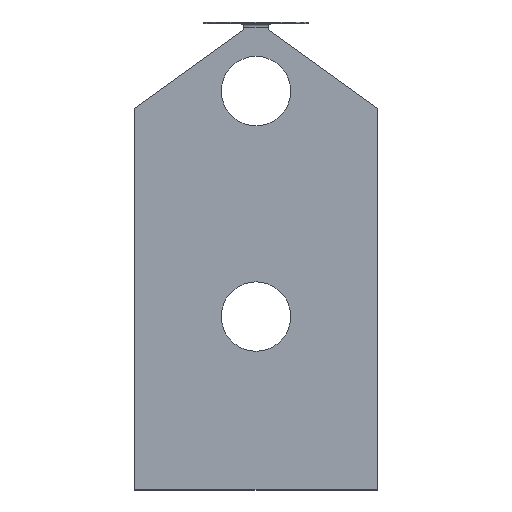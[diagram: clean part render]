
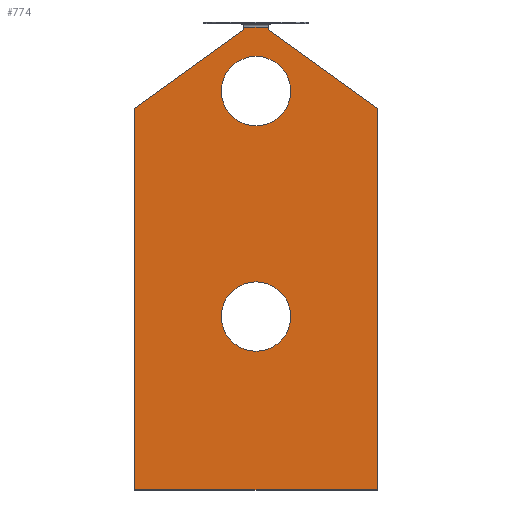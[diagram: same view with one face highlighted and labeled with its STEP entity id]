
A CAD part, top view. The second image highlights one B-rep face of the part: STEP entity #774.
In plain terms, the highlighted planar face has unit normal (0, 0, 1).
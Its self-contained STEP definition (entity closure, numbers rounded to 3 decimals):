
#48 = DIRECTION ( 'NONE',  ( 1., 0., 0. ) ) ;
#107 = AXIS2_PLACEMENT_3D ( 'NONE', #2390, #289, #508 ) ;
#111 = ORIENTED_EDGE ( 'NONE', *, *, #205, .F. ) ;
#124 = DIRECTION ( 'NONE',  ( 1., 0., 0. ) ) ;
#127 = FACE_OUTER_BOUND ( 'NONE', #2682, .T. ) ;
#128 = DIRECTION ( 'NONE',  ( 0., 0., 1. ) ) ;
#183 = ORIENTED_EDGE ( 'NONE', *, *, #1585, .T. ) ;
#185 = DIRECTION ( 'NONE',  ( -1., 0., 0. ) ) ;
#205 = EDGE_CURVE ( 'NONE', #1271, #2146, #278, .T. ) ;
#245 = CIRCLE ( 'NONE', #1780, 1. ) ;
#247 = ORIENTED_EDGE ( 'NONE', *, *, #2536, .F. ) ;
#267 = LINE ( 'NONE', #2548, #1641 ) ;
#278 = LINE ( 'NONE', #2392, #2582 ) ;
#289 = DIRECTION ( 'NONE',  ( 0., 0., 1. ) ) ;
#343 = ORIENTED_EDGE ( 'NONE', *, *, #2339, .T. ) ;
#353 = VERTEX_POINT ( 'NONE', #2458 ) ;
#362 = VECTOR ( 'NONE', #469, 1000. ) ;
#436 = CARTESIAN_POINT ( 'NONE',  ( 0., -10., 0.04 ) ) ;
#439 = DIRECTION ( 'NONE',  ( 0.811, -0.585, 0. ) ) ;
#467 = VECTOR ( 'NONE', #1956, 1000. ) ;
#469 = DIRECTION ( 'NONE',  ( 1., 0., 0. ) ) ;
#496 = DIRECTION ( 'NONE',  ( 0.811, 0.585, 0. ) ) ;
#508 = DIRECTION ( 'NONE',  ( 1., 0., 0. ) ) ;
#526 = CARTESIAN_POINT ( 'NONE',  ( -0.412, -1.772, 0.04 ) ) ;
#590 = EDGE_CURVE ( 'NONE', #1271, #2709, #267, .T. ) ;
#600 = DIRECTION ( 'NONE',  ( 0., 0., 1. ) ) ;
#613 = CARTESIAN_POINT ( 'NONE',  ( -1., -3.5, 0.04 ) ) ;
#708 = DIRECTION ( 'NONE',  ( 0., -1., 0. ) ) ;
#716 = LINE ( 'NONE', #1129, #362 ) ;
#718 = FACE_BOUND ( 'NONE', #1966, .T. ) ;
#726 = EDGE_LOOP ( 'NONE', ( #2125, #2111 ) ) ;
#759 = CARTESIAN_POINT ( 'NONE',  ( -0.5, -1.65, 0.04 ) ) ;
#774 = ADVANCED_FACE ( 'NONE', ( #718, #1543, #127 ), #2659, .T. ) ;
#806 = VERTEX_POINT ( 'NONE', #815 ) ;
#815 = CARTESIAN_POINT ( 'NONE',  ( 1., -10., 0.04 ) ) ;
#842 = CARTESIAN_POINT ( 'NONE',  ( 1.091, -2.261, 0.04 ) ) ;
#854 = AXIS2_PLACEMENT_3D ( 'NONE', #2331, #600, #2060 ) ;
#888 = ORIENTED_EDGE ( 'NONE', *, *, #590, .T. ) ;
#953 = VERTEX_POINT ( 'NONE', #1463 ) ;
#969 = DIRECTION ( 'NONE',  ( 1., 0., 0. ) ) ;
#1061 = LINE ( 'NONE', #2077, #1520 ) ;
#1077 = CIRCLE ( 'NONE', #2260, 1. ) ;
#1088 = CARTESIAN_POINT ( 'NONE',  ( 0., -3.5, 0.04 ) ) ;
#1129 = CARTESIAN_POINT ( 'NONE',  ( -3.5, -15., 0.04 ) ) ;
#1142 = VERTEX_POINT ( 'NONE', #2397 ) ;
#1177 = EDGE_CURVE ( 'NONE', #1409, #353, #245, .T. ) ;
#1217 = LINE ( 'NONE', #842, #2411 ) ;
#1271 = VERTEX_POINT ( 'NONE', #1873 ) ;
#1280 = VERTEX_POINT ( 'NONE', #2103 ) ;
#1320 = CARTESIAN_POINT ( 'NONE',  ( -3.5, -15., 0.04 ) ) ;
#1337 = CIRCLE ( 'NONE', #1743, 1. ) ;
#1382 = CIRCLE ( 'NONE', #854, 1. ) ;
#1409 = VERTEX_POINT ( 'NONE', #613 ) ;
#1418 = AXIS2_PLACEMENT_3D ( 'NONE', #759, #2010, #1566 ) ;
#1442 = EDGE_CURVE ( 'NONE', #806, #1142, #1382, .T. ) ;
#1463 = CARTESIAN_POINT ( 'NONE',  ( 0.35, -1.652, 0.04 ) ) ;
#1466 = EDGE_CURVE ( 'NONE', #1625, #2567, #1217, .T. ) ;
#1515 = LINE ( 'NONE', #2155, #467 ) ;
#1520 = VECTOR ( 'NONE', #185, 1000. ) ;
#1543 = FACE_BOUND ( 'NONE', #726, .T. ) ;
#1566 = DIRECTION ( 'NONE',  ( 1., 0., 0. ) ) ;
#1585 = EDGE_CURVE ( 'NONE', #2709, #1280, #716, .T. ) ;
#1586 = ORIENTED_EDGE ( 'NONE', *, *, #1177, .F. ) ;
#1625 = VERTEX_POINT ( 'NONE', #1710 ) ;
#1627 = ORIENTED_EDGE ( 'NONE', *, *, #2334, .T. ) ;
#1628 = DIRECTION ( 'NONE',  ( 0., 0., 1. ) ) ;
#1641 = VECTOR ( 'NONE', #708, 1000. ) ;
#1710 = CARTESIAN_POINT ( 'NONE',  ( 0.412, -1.772, 0.04 ) ) ;
#1732 = CARTESIAN_POINT ( 'NONE',  ( -0.35, -1.652, 0.04 ) ) ;
#1743 = AXIS2_PLACEMENT_3D ( 'NONE', #1088, #2556, #48 ) ;
#1780 = AXIS2_PLACEMENT_3D ( 'NONE', #2692, #2011, #124 ) ;
#1782 = CIRCLE ( 'NONE', #2266, 0.15 ) ;
#1787 = EDGE_CURVE ( 'NONE', #1142, #806, #1077, .T. ) ;
#1858 = VERTEX_POINT ( 'NONE', #1732 ) ;
#1873 = CARTESIAN_POINT ( 'NONE',  ( -3.5, -4., 0.04 ) ) ;
#1956 = DIRECTION ( 'NONE',  ( 0., 1., 0. ) ) ;
#1966 = EDGE_LOOP ( 'NONE', ( #2265, #1586 ) ) ;
#2002 = EDGE_CURVE ( 'NONE', #353, #1409, #1337, .T. ) ;
#2010 = DIRECTION ( 'NONE',  ( 0., 0., 1. ) ) ;
#2011 = DIRECTION ( 'NONE',  ( 0., 0., 1. ) ) ;
#2016 = CARTESIAN_POINT ( 'NONE',  ( 0.5, -1.65, 0.04 ) ) ;
#2031 = EDGE_CURVE ( 'NONE', #2146, #1858, #2089, .T. ) ;
#2060 = DIRECTION ( 'NONE',  ( 1., 0., 0. ) ) ;
#2077 = CARTESIAN_POINT ( 'NONE',  ( 0., -1.652, 0.04 ) ) ;
#2089 = CIRCLE ( 'NONE', #1418, 0.15 ) ;
#2103 = CARTESIAN_POINT ( 'NONE',  ( 3.5, -15., 0.04 ) ) ;
#2111 = ORIENTED_EDGE ( 'NONE', *, *, #1787, .F. ) ;
#2125 = ORIENTED_EDGE ( 'NONE', *, *, #1442, .F. ) ;
#2146 = VERTEX_POINT ( 'NONE', #526 ) ;
#2155 = CARTESIAN_POINT ( 'NONE',  ( 3.5, -15., 0.04 ) ) ;
#2260 = AXIS2_PLACEMENT_3D ( 'NONE', #436, #1628, #2474 ) ;
#2265 = ORIENTED_EDGE ( 'NONE', *, *, #2002, .F. ) ;
#2266 = AXIS2_PLACEMENT_3D ( 'NONE', #2016, #128, #969 ) ;
#2331 = CARTESIAN_POINT ( 'NONE',  ( 0., -10., 0.04 ) ) ;
#2334 = EDGE_CURVE ( 'NONE', #953, #1858, #1061, .T. ) ;
#2339 = EDGE_CURVE ( 'NONE', #1280, #2567, #1515, .T. ) ;
#2390 = CARTESIAN_POINT ( 'NONE',  ( 0., 0., 0.04 ) ) ;
#2392 = CARTESIAN_POINT ( 'NONE',  ( -0.564, -1.881, 0.04 ) ) ;
#2397 = CARTESIAN_POINT ( 'NONE',  ( -1., -10., 0.04 ) ) ;
#2411 = VECTOR ( 'NONE', #439, 1000. ) ;
#2422 = ORIENTED_EDGE ( 'NONE', *, *, #2031, .F. ) ;
#2458 = CARTESIAN_POINT ( 'NONE',  ( 1., -3.5, 0.04 ) ) ;
#2474 = DIRECTION ( 'NONE',  ( 1., 0., 0. ) ) ;
#2536 = EDGE_CURVE ( 'NONE', #953, #1625, #1782, .T. ) ;
#2548 = CARTESIAN_POINT ( 'NONE',  ( -3.5, -15., 0.04 ) ) ;
#2556 = DIRECTION ( 'NONE',  ( 0., 0., 1. ) ) ;
#2567 = VERTEX_POINT ( 'NONE', #2729 ) ;
#2582 = VECTOR ( 'NONE', #496, 1000. ) ;
#2635 = ORIENTED_EDGE ( 'NONE', *, *, #1466, .F. ) ;
#2659 = PLANE ( 'NONE',  #107 ) ;
#2682 = EDGE_LOOP ( 'NONE', ( #247, #1627, #2422, #111, #888, #183, #343, #2635 ) ) ;
#2692 = CARTESIAN_POINT ( 'NONE',  ( 0., -3.5, 0.04 ) ) ;
#2709 = VERTEX_POINT ( 'NONE', #1320 ) ;
#2729 = CARTESIAN_POINT ( 'NONE',  ( 3.5, -4., 0.04 ) ) ;
